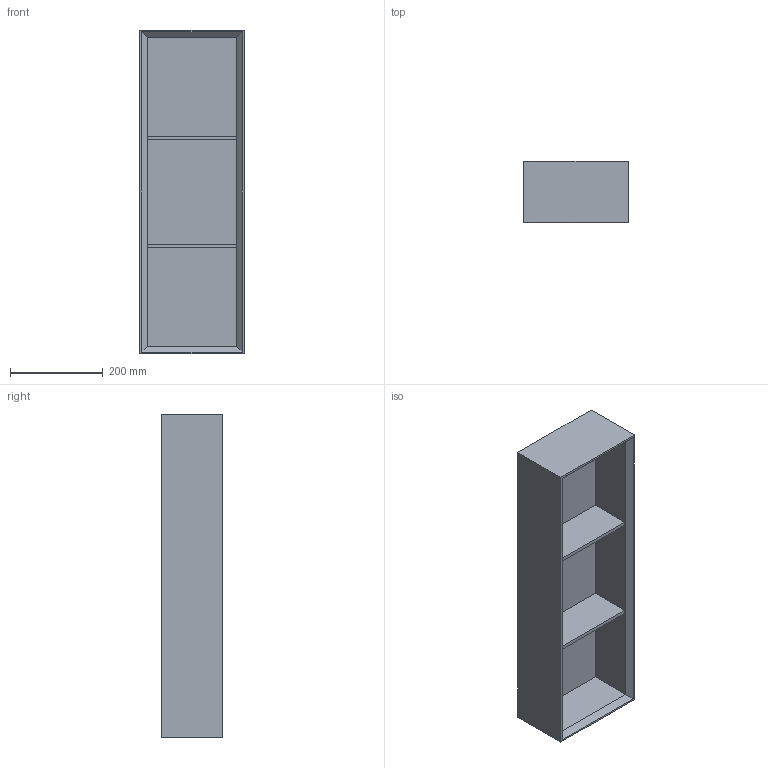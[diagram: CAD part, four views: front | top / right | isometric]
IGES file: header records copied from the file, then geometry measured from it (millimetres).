
Global section: file name: 502320; native system: Autodesk Inventor 2018; preprocessor: unknown; author: JANAN; date: 20210128.085749; units: millimetre
Bounding box: 225 x 132 x 700 mm (x, y, z)
Volume: 5689829.1 mm3; surface area: 901766.4 mm2
Topology: 4 solids, 4 shells, 48 faces, 116 edges, 76 vertices
Faces by surface type: bspline 48
